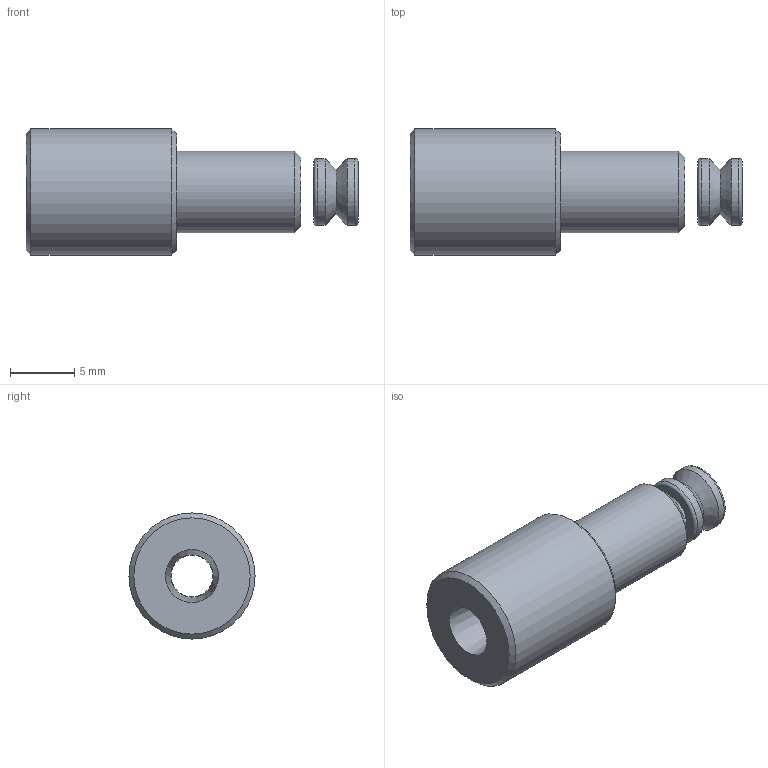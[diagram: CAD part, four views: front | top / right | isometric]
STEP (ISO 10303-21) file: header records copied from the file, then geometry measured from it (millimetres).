
FILE_DESCRIPTION((''),'2;1');
FILE_NAME('305076.stp','2008-08-18T14:51:25',('Franzp'),(''),'Autodesk Inventor 2008','Autodesk Inventor 2008','');
FILE_SCHEMA(('AUTOMOTIVE_DESIGN { 1 0 10303 214 1 1 1 1 }'));
Length unit declared in the file: millimetre
Products named in the file (3): 305076; 313104; 310193
Assembly tree (2 placements, depth 2):
  305076
    313104
    310193
Bounding box: 25.77 x 9.78 x 9.78 mm (x, y, z)
Volume: 1015.5 mm3; surface area: 1006.5 mm2
Topology: 2 solids, 2 shells, 19 faces, 35 edges, 21 vertices
Faces by surface type: cone 6, plane 5, cylinder 4, bspline 2, torus 2
Full cylindrical faces by diameter (mm): 5.207 x2, 6.35 x1, 9.78 x1
Entity records: 517 total; most frequent: CARTESIAN_POINT 96, DIRECTION 82, AXIS2_PLACEMENT_3D 41, ORIENTED_EDGE 38, EDGE_LOOP 38, VERTEX_POINT 19, CIRCLE 19, EDGE_CURVE 19
